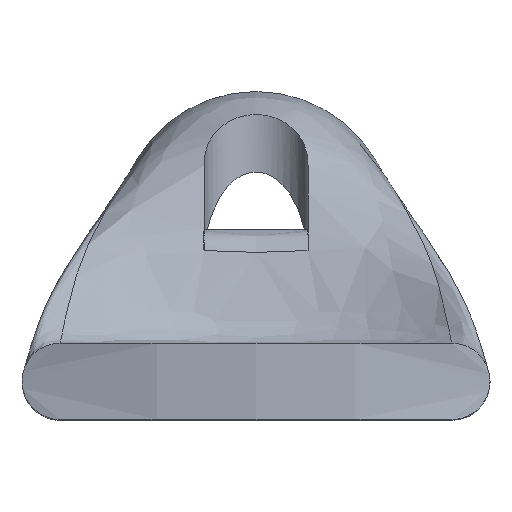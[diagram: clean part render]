
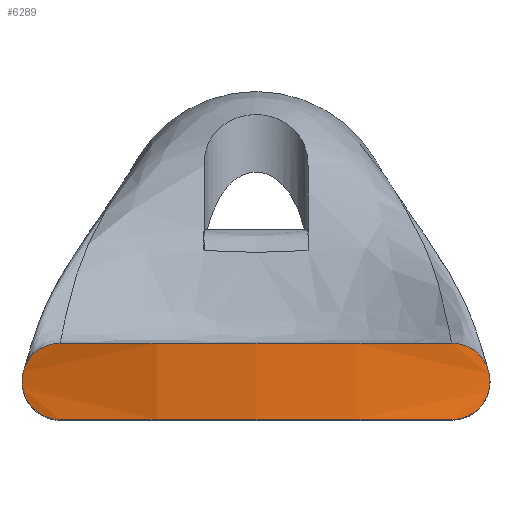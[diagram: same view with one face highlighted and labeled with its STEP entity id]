
A CAD part, top view. The second image highlights one B-rep face of the part: STEP entity #6289.
In plain terms, the highlighted cylindrical face has radius 20 mm (diameter 40 mm), a partial arc.
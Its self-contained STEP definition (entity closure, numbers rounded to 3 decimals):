
#4131=CARTESIAN_POINT('',(-5.65,-3.3,22.287));
#4132=VERTEX_POINT('',#4131);
#4141=CARTESIAN_POINT('',(5.65,-3.3,22.287));
#4142=VERTEX_POINT('',#4141);
#4143=CARTESIAN_POINT('',(0.,-3.3,3.101));
#4144=DIRECTION('',(0.0,-1.,0.0));
#4145=DIRECTION('',(-0.338,0.0,0.941));
#4146=AXIS2_PLACEMENT_3D('',#4143,#4144,#4145);
#4147=CIRCLE('',#4146,20.0);
#4148=EDGE_CURVE('',#4142,#4132,#4147,.T.);
#6214=CARTESIAN_POINT('',(0.,-5.5,3.101));
#6215=DIRECTION('',(0.0,1.0,0.0));
#6216=DIRECTION('',(-0.338,0.0,0.941));
#6217=AXIS2_PLACEMENT_3D('',#6214,#6215,#6216);
#6218=CYLINDRICAL_SURFACE('',#6217,20.);
#6219=CARTESIAN_POINT('',(-5.65,-5.5,22.287));
#6220=VERTEX_POINT('',#6219);
#6221=CARTESIAN_POINT('',(-6.75,-4.4,21.928));
#6222=VERTEX_POINT('',#6221);
#6223=CARTESIAN_POINT('',(-5.65,-5.5,22.287));
#6224=CARTESIAN_POINT('',(-5.789,-5.5,22.246));
#6225=CARTESIAN_POINT('',(-5.938,-5.472,22.2));
#6226=CARTESIAN_POINT('',(-6.211,-5.357,22.113));
#6227=CARTESIAN_POINT('',(-6.336,-5.271,22.071));
#6228=CARTESIAN_POINT('',(-6.529,-5.074,22.006));
#6229=CARTESIAN_POINT('',(-6.612,-4.953,21.977));
#6230=CARTESIAN_POINT('',(-6.722,-4.684,21.938));
#6231=CARTESIAN_POINT('',(-6.75,-4.538,21.928));
#6232=CARTESIAN_POINT('',(-6.75,-4.4,21.928));
#6233=B_SPLINE_CURVE_WITH_KNOTS('',3,(#6223,#6224,#6225,#6226,#6227,#6228,#6229,#6230,#6231,#6232),.UNSPECIFIED.,.F.,.U.,(4,2,2,2,4),(0.169,0.212,0.256,0.297,0.339),.UNSPECIFIED.);
#6234=EDGE_CURVE('',#6220,#6222,#6233,.T.);
#6235=ORIENTED_EDGE('',*,*,#6234,.F.);
#6236=CARTESIAN_POINT('',(5.65,-5.5,22.287));
#6237=VERTEX_POINT('',#6236);
#6238=CARTESIAN_POINT('',(0.,-5.5,3.101));
#6239=DIRECTION('',(0.0,1.,0.0));
#6240=DIRECTION('',(-0.338,0.0,0.941));
#6241=AXIS2_PLACEMENT_3D('',#6238,#6239,#6240);
#6242=CIRCLE('',#6241,20.0);
#6243=EDGE_CURVE('',#6220,#6237,#6242,.T.);
#6244=ORIENTED_EDGE('',*,*,#6243,.T.);
#6245=CARTESIAN_POINT('',(6.75,-4.4,21.928));
#6246=VERTEX_POINT('',#6245);
#6247=CARTESIAN_POINT('',(6.75,-4.4,21.928));
#6248=CARTESIAN_POINT('',(6.75,-4.538,21.928));
#6249=CARTESIAN_POINT('',(6.722,-4.684,21.938));
#6250=CARTESIAN_POINT('',(6.612,-4.953,21.977));
#6251=CARTESIAN_POINT('',(6.529,-5.074,22.006));
#6252=CARTESIAN_POINT('',(6.336,-5.271,22.071));
#6253=CARTESIAN_POINT('',(6.211,-5.357,22.113));
#6254=CARTESIAN_POINT('',(5.938,-5.472,22.2));
#6255=CARTESIAN_POINT('',(5.789,-5.5,22.246));
#6256=CARTESIAN_POINT('',(5.65,-5.5,22.287));
#6257=B_SPLINE_CURVE_WITH_KNOTS('',3,(#6247,#6248,#6249,#6250,#6251,#6252,#6253,#6254,#6255,#6256),.UNSPECIFIED.,.F.,.U.,(4,2,2,2,4),(0.339,0.38,0.421,0.465,0.509),.UNSPECIFIED.);
#6258=EDGE_CURVE('',#6246,#6237,#6257,.T.);
#6259=ORIENTED_EDGE('',*,*,#6258,.F.);
#6260=CARTESIAN_POINT('',(5.65,-3.3,22.287));
#6261=CARTESIAN_POINT('',(5.789,-3.3,22.246));
#6262=CARTESIAN_POINT('',(5.938,-3.328,22.2));
#6263=CARTESIAN_POINT('',(6.211,-3.443,22.113));
#6264=CARTESIAN_POINT('',(6.336,-3.529,22.071));
#6265=CARTESIAN_POINT('',(6.529,-3.726,22.006));
#6266=CARTESIAN_POINT('',(6.612,-3.847,21.977));
#6267=CARTESIAN_POINT('',(6.722,-4.116,21.938));
#6268=CARTESIAN_POINT('',(6.75,-4.262,21.928));
#6269=CARTESIAN_POINT('',(6.75,-4.4,21.928));
#6270=B_SPLINE_CURVE_WITH_KNOTS('',3,(#6260,#6261,#6262,#6263,#6264,#6265,#6266,#6267,#6268,#6269),.UNSPECIFIED.,.F.,.U.,(4,2,2,2,4),(0.507,0.551,0.595,0.636,0.677),.UNSPECIFIED.);
#6271=EDGE_CURVE('',#4142,#6246,#6270,.T.);
#6272=ORIENTED_EDGE('',*,*,#6271,.F.);
#6273=ORIENTED_EDGE('',*,*,#4148,.T.);
#6274=CARTESIAN_POINT('',(-6.75,-4.4,21.928));
#6275=CARTESIAN_POINT('',(-6.75,-4.262,21.928));
#6276=CARTESIAN_POINT('',(-6.722,-4.116,21.938));
#6277=CARTESIAN_POINT('',(-6.612,-3.847,21.977));
#6278=CARTESIAN_POINT('',(-6.529,-3.726,22.006));
#6279=CARTESIAN_POINT('',(-6.336,-3.529,22.071));
#6280=CARTESIAN_POINT('',(-6.211,-3.443,22.113));
#6281=CARTESIAN_POINT('',(-5.938,-3.328,22.2));
#6282=CARTESIAN_POINT('',(-5.789,-3.3,22.246));
#6283=CARTESIAN_POINT('',(-5.65,-3.3,22.287));
#6284=B_SPLINE_CURVE_WITH_KNOTS('',3,(#6274,#6275,#6276,#6277,#6278,#6279,#6280,#6281,#6282,#6283),.UNSPECIFIED.,.F.,.U.,(4,2,2,2,4),(0.677,0.719,0.76,0.804,0.847),.UNSPECIFIED.);
#6285=EDGE_CURVE('',#6222,#4132,#6284,.T.);
#6286=ORIENTED_EDGE('',*,*,#6285,.F.);
#6287=EDGE_LOOP('',(#6235,#6244,#6259,#6272,#6273,#6286));
#6288=FACE_OUTER_BOUND('',#6287,.T.);
#6289=ADVANCED_FACE('',(#6288),#6218,.T.);
